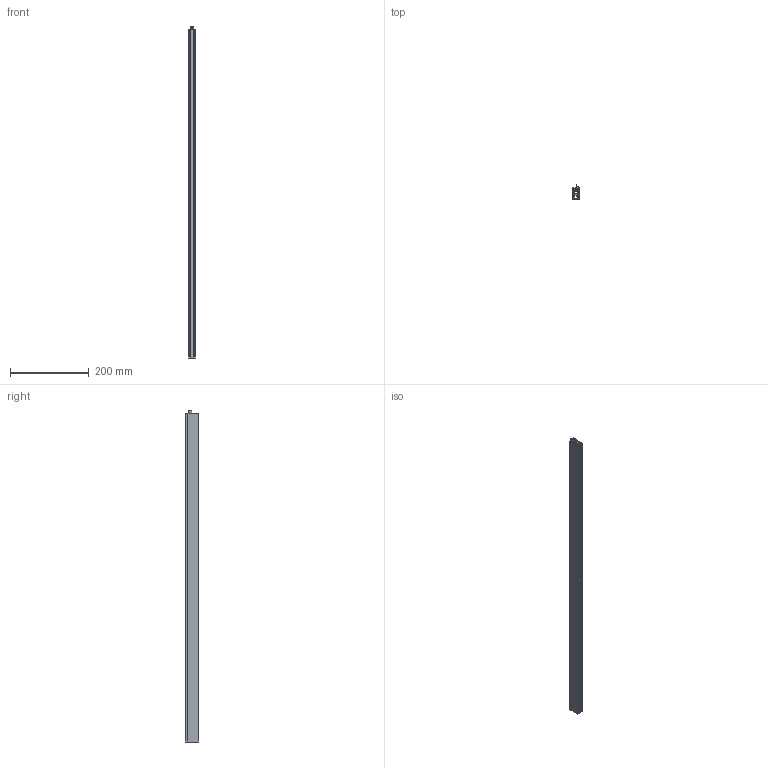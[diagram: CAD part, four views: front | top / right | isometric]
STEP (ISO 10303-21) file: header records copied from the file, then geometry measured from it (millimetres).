
FILE_DESCRIPTION (( 'STEP AP203' ), '1' );
FILE_NAME ('KG D8 834.STEP', '2025-03-07T16:13:02', ( '' ), ( '' ), 'SwSTEP 2.0', 'SolidWorks 2023', '' );
FILE_SCHEMA (( 'CONFIG_CONTROL_DESIGN' ));
Length unit declared in the file: millimetre
Products named in the file (5): Schutzprofil_KG D8_834; Innengeometrie_13; KG D8 834; Aussengehäuse_13; Betätigungsteil_1
Assembly tree (4 placements, depth 2):
  KG D8 834
    Schutzprofil_KG D8_834
    Aussengehäuse_13
    Betätigungsteil_1
    Innengeometrie_13
Bounding box: 16.5 x 35 x 842.52 mm (x, y, z)
Volume: 250141.4 mm3; surface area: 355267.3 mm2
Topology: 19 solids, 19 shells, 643 faces, 1809 edges, 1206 vertices
Faces by surface type: plane 309, bspline 293, cylinder 41
Entity records: 35337 total; most frequent: CARTESIAN_POINT 20053, ORIENTED_EDGE 3618, DIRECTION 2002, EDGE_CURVE 1809, VERTEX_POINT 1206, LINE 1138, VECTOR 1138, EDGE_LOOP 725
